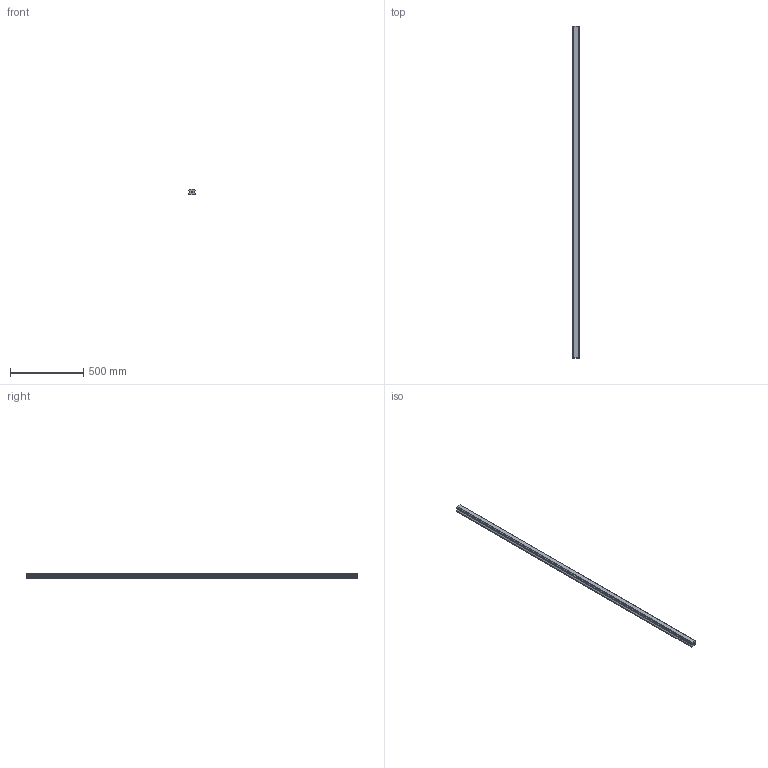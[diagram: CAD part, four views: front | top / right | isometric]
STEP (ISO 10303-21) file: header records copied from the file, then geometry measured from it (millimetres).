
FILE_DESCRIPTION(('STEP AP214'),'1');
FILE_NAME('cctmp_932A7F05-1A78-4F5F-BEE7-22902E616B79_2021_02_01_11_01_07_0102..stp','2021-02-01T10:01:07',('HIWIN GmbH'),('CADClick - www.CADClick.com'),'Spatial InterOp 3D',' ','unknown authorization');
FILE_SCHEMA(('AUTOMOTIVE_DESIGN'));
Length unit declared in the file: millimetre
Products named in the file (1): HGR45T2265H_FILE
Bounding box: 45 x 2265 x 38 mm (x, y, z)
Volume: 3171060.4 mm3; surface area: 411279.8 mm2
Topology: 1 solids, 1 shells, 185 faces, 493 edges, 292 vertices
Faces by surface type: plane 93, cylinder 48, cone 44
Entity records: 6867 total; most frequent: CARTESIAN_POINT 927, DIRECTION 917, ORIENTED_EDGE 898, EDGE_CURVE 449, LINE 353, VECTOR 353, VERTEX_POINT 292, AXIS2_PLACEMENT_3D 282
